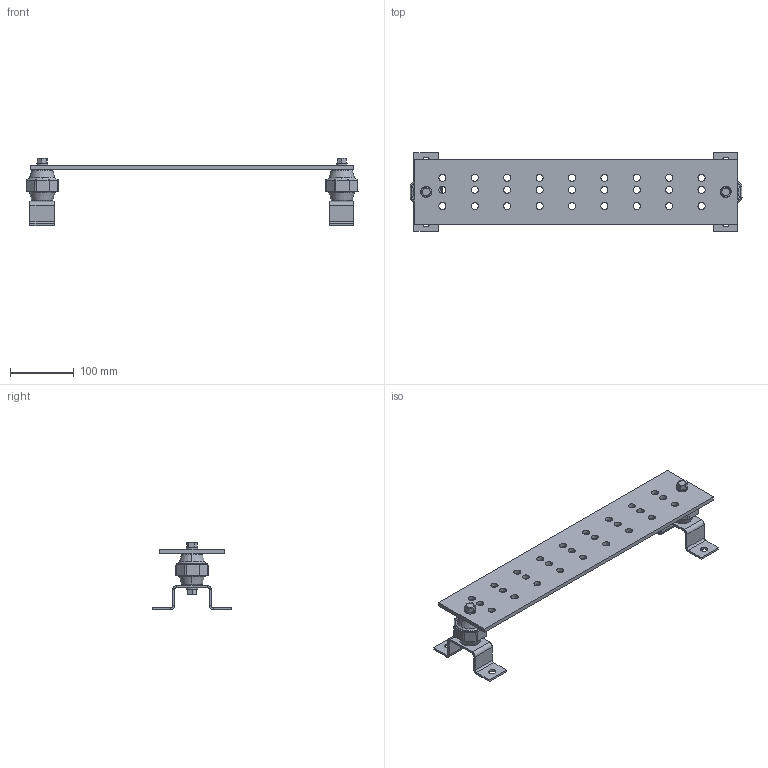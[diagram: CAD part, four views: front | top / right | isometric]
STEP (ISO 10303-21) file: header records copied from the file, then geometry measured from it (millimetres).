
FILE_DESCRIPTION (( 'STEP AP214' ), '1' );
FILE_NAME ('SCGB-11KT.STEP', '2019-09-13T14:25:07', ( '' ), ( '' ), 'SwSTEP 2.0', 'SolidWorks 2019', '' );
FILE_SCHEMA (( 'AUTOMOTIVE_DESIGN' ));
Length unit declared in the file: inch
Products named in the file (8): SCGB-11; SCGB-11KT; 375 bracket assy_375_cover; SCBKT-1; BOLT .375 -16  X .625; .38 LWASHER; 4200-S5_4200-S5
Assembly tree (15 placements, depth 3):
  SCGB-11KT
    SCGB-11
    375 bracket assy_375_cover
      SCBKT-1
      4200-S5_4200-S5
      .38 LWASHER
      BOLT .375 -16  X .625
    375 bracket assy_375_cover
      SCBKT-1
      4200-S5_4200-S5
      .38 LWASHER
      BOLT .375 -16  X .625
    .38 LWASHER  x2
    BOLT .375 -16  X .625  x2
Bounding box: 520.7 x 123.83 x 105.89 mm (x, y, z)
Volume: 507705 mm3; surface area: 170298.7 mm2
Topology: 13 solids, 13 shells, 372 faces, 882 edges, 548 vertices
Faces by surface type: cylinder 162, plane 146, bspline 32, cone 32
Entity records: 6727 total; most frequent: CARTESIAN_POINT 1753, DIRECTION 986, ORIENTED_EDGE 948, EDGE_CURVE 474, AXIS2_PLACEMENT_3D 389, VERTEX_POINT 298, EDGE_LOOP 260, VECTOR 208
